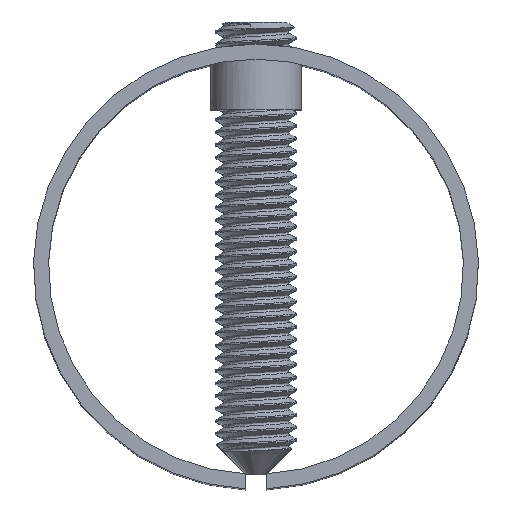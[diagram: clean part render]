
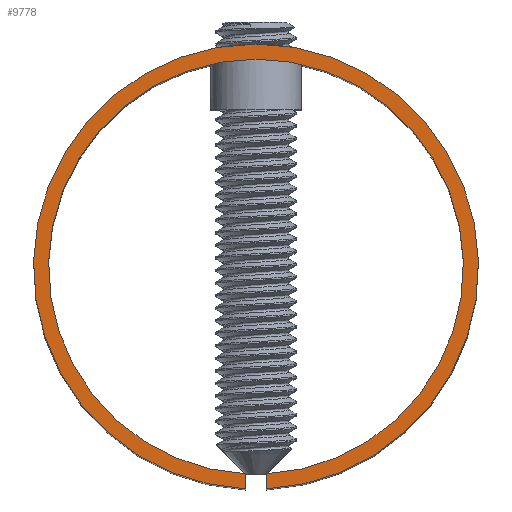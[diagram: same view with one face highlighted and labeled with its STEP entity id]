
A CAD part, top view. The second image highlights one B-rep face of the part: STEP entity #9778.
In plain terms, the highlighted planar face has unit normal (0, 0, 1).
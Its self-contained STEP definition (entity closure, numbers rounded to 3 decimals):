
#862 = DIRECTION ( 'NONE',  ( 0., 0., 1. ) ) ;
#1174 = AXIS2_PLACEMENT_3D ( 'NONE', #16852, #15041, #20796 ) ;
#1614 = VERTEX_POINT ( 'NONE', #16274 ) ;
#2967 = CARTESIAN_POINT ( 'NONE',  ( 0., 0., 32.5 ) ) ;
#3277 = CARTESIAN_POINT ( 'NONE',  ( 1., -12.15, 32.5 ) ) ;
#4470 = PLANE ( 'NONE',  #1174 ) ;
#5119 = DIRECTION ( 'NONE',  ( 1., 0., 0. ) ) ;
#7018 = ORIENTED_EDGE ( 'NONE', *, *, #22718, .T. ) ;
#7659 = EDGE_CURVE ( 'NONE', #20484, #9847, #9833, .T. ) ;
#8495 = ORIENTED_EDGE ( 'NONE', *, *, #13034, .T. ) ;
#8530 = CARTESIAN_POINT ( 'NONE',  ( 1., -20.626, 32.5 ) ) ;
#9077 = VECTOR ( 'NONE', #23351, 1000. ) ;
#9778 = ADVANCED_FACE ( 'NONE', ( #24634 ), #4470, .T. ) ;
#9833 = CIRCLE ( 'NONE', #9911, 20.65 ) ;
#9847 = VERTEX_POINT ( 'NONE', #12482 ) ;
#9911 = AXIS2_PLACEMENT_3D ( 'NONE', #19348, #25174, #5119 ) ;
#11799 = AXIS2_PLACEMENT_3D ( 'NONE', #2967, #862, #14685 ) ;
#12482 = CARTESIAN_POINT ( 'NONE',  ( -1., -20.626, 32.5 ) ) ;
#13034 = EDGE_CURVE ( 'NONE', #19171, #1614, #21449, .T. ) ;
#14685 = DIRECTION ( 'NONE',  ( 1., 0., 0. ) ) ;
#15041 = DIRECTION ( 'NONE',  ( 0., 0., 1. ) ) ;
#15173 = ORIENTED_EDGE ( 'NONE', *, *, #21833, .F. ) ;
#16274 = CARTESIAN_POINT ( 'NONE',  ( -1., -22.127, 32.5 ) ) ;
#16605 = LINE ( 'NONE', #3277, #21012 ) ;
#16852 = CARTESIAN_POINT ( 'NONE',  ( 0., 0., 32.5 ) ) ;
#17260 = CARTESIAN_POINT ( 'NONE',  ( -1., -12.15, 32.5 ) ) ;
#19171 = VERTEX_POINT ( 'NONE', #21706 ) ;
#19348 = CARTESIAN_POINT ( 'NONE',  ( 0., 0., 32.5 ) ) ;
#20484 = VERTEX_POINT ( 'NONE', #8530 ) ;
#20655 = EDGE_LOOP ( 'NONE', ( #15173, #24901, #7018, #8495 ) ) ;
#20796 = DIRECTION ( 'NONE',  ( 1., 0., 0. ) ) ;
#21012 = VECTOR ( 'NONE', #23318, 1000. ) ;
#21449 = CIRCLE ( 'NONE', #11799, 22.15 ) ;
#21653 = LINE ( 'NONE', #17260, #9077 ) ;
#21706 = CARTESIAN_POINT ( 'NONE',  ( 1., -22.127, 32.5 ) ) ;
#21833 = EDGE_CURVE ( 'NONE', #9847, #1614, #21653, .T. ) ;
#22718 = EDGE_CURVE ( 'NONE', #20484, #19171, #16605, .T. ) ;
#23318 = DIRECTION ( 'NONE',  ( 0., -1., 0. ) ) ;
#23351 = DIRECTION ( 'NONE',  ( 0., -1., 0. ) ) ;
#24634 = FACE_OUTER_BOUND ( 'NONE', #20655, .T. ) ;
#24901 = ORIENTED_EDGE ( 'NONE', *, *, #7659, .F. ) ;
#25174 = DIRECTION ( 'NONE',  ( 0., 0., 1. ) ) ;
